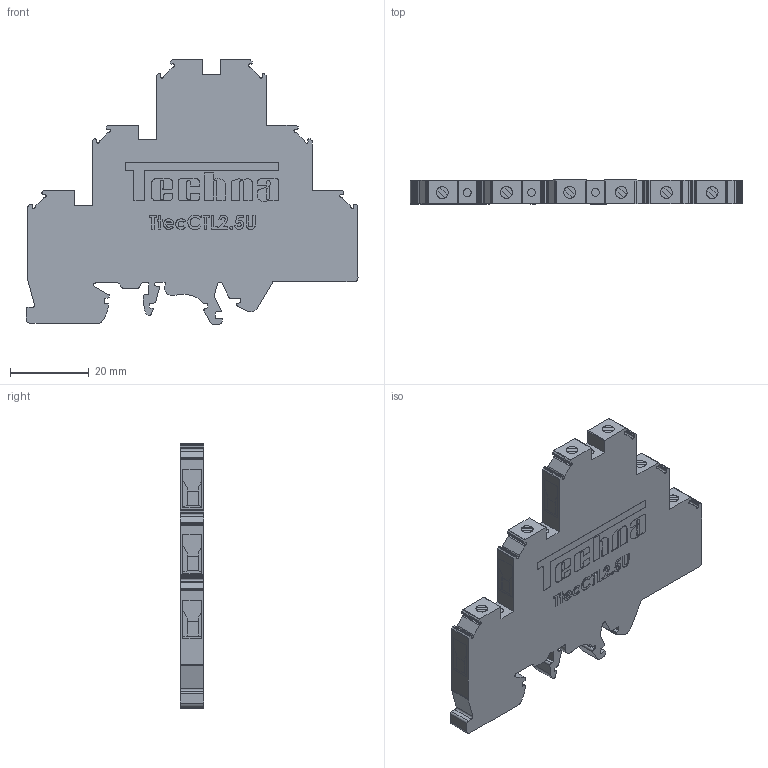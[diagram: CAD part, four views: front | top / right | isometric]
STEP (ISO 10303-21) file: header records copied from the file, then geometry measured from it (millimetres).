
FILE_DESCRIPTION (( 'STEP AP214' ), '1' );
FILE_NAME ('TtecCTL2.5U.STEP', '2020-07-06T13:36:54', ( '' ), ( '' ), 'SwSTEP 2.0', 'SolidWorks 2020', '' );
FILE_SCHEMA (( 'AUTOMOTIVE_DESIGN' ));
Length unit declared in the file: millimetre
Products named in the file (1): TtecCTL2.5U
Bounding box: 84.5 x 6 x 67.29 mm (x, y, z)
Volume: 21377.8 mm3; surface area: 9610.9 mm2
Topology: 1 solids, 1 shells, 922 faces, 2571 edges, 1706 vertices
Faces by surface type: plane 551, cylinder 277, bspline 94
Entity records: 40523 total; most frequent: CARTESIAN_POINT 11102, ORIENTED_EDGE 5142, DIRECTION 4619, EDGE_CURVE 2571, VECTOR 1805, LINE 1805, VERTEX_POINT 1706, AXIS2_PLACEMENT_3D 1407
